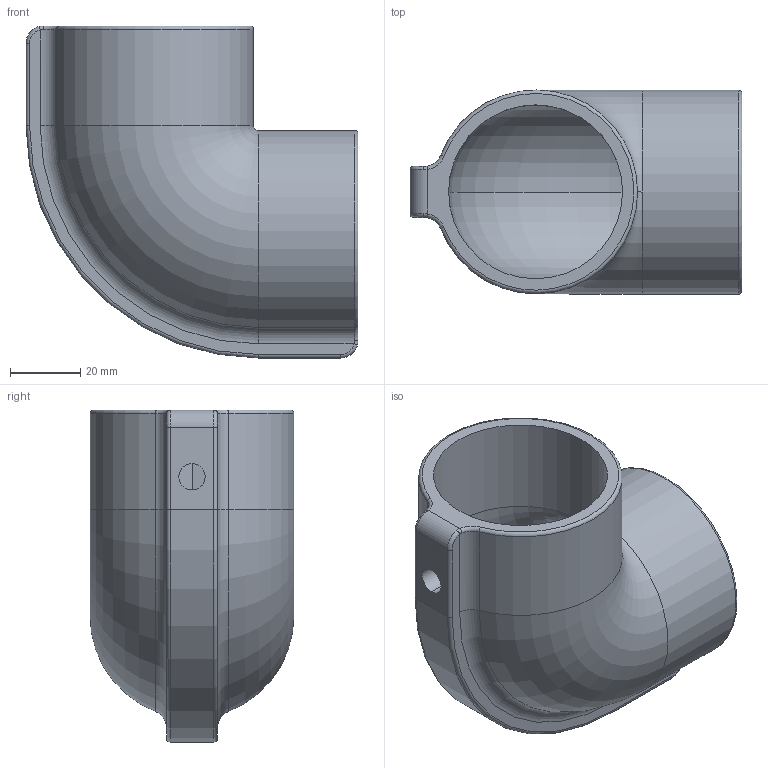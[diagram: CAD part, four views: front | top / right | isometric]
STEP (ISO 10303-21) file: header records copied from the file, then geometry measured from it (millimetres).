
FILE_DESCRIPTION (( 'STEP AP203' ), '1' );
FILE_NAME ('T194003.STEP', '2018-07-04T15:39:23', ( '' ), ( '' ), 'SwSTEP 2.0', 'SolidWorks 2016', '' );
FILE_SCHEMA (( 'CONFIG_CONTROL_DESIGN' ));
Length unit declared in the file: millimetre
Products named in the file (1): T194003
Bounding box: 94.5 x 58 x 94.5 mm (x, y, z)
Volume: 90245 mm3; surface area: 39117.3 mm2
Topology: 1 solids, 1 shells, 50 faces, 117 edges, 67 vertices
Faces by surface type: cylinder 22, torus 18, plane 6, bspline 4
Entity records: 1678 total; most frequent: CARTESIAN_POINT 435, DIRECTION 271, ORIENTED_EDGE 234, AXIS2_PLACEMENT_3D 119, EDGE_CURVE 117, CIRCLE 72, VERTEX_POINT 67, EDGE_LOOP 54
